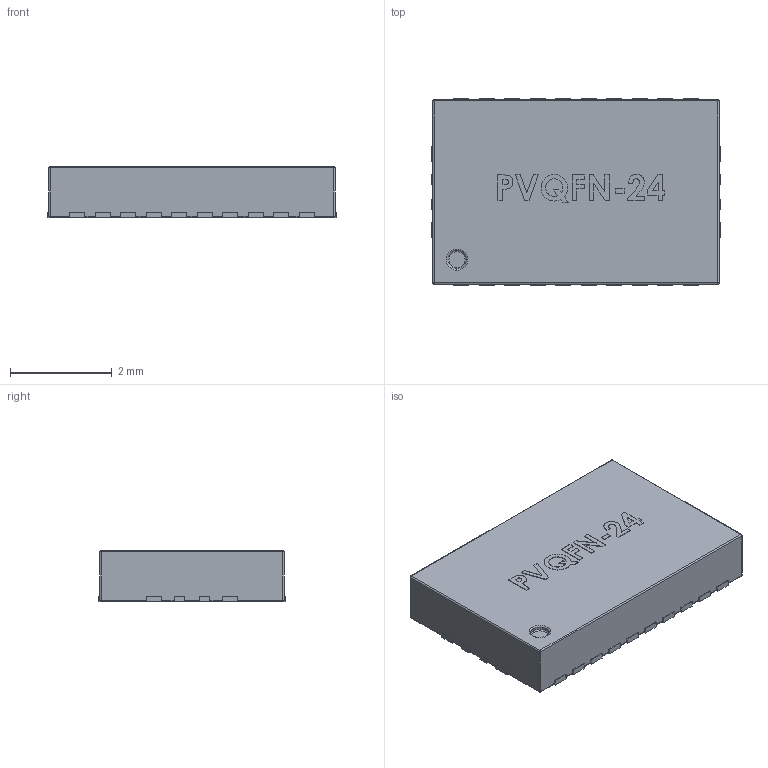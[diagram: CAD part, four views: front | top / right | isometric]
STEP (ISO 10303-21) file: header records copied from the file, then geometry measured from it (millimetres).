
FILE_DESCRIPTION(('FreeCAD Model'),'2;1');
FILE_NAME( 'PVQFN-N24.step', '2016-01-22T23:59:56',('Author'),(''), 'Open CASCADE STEP processor 6.9','FreeCAD','Unknown');
FILE_SCHEMA(('AUTOMOTIVE_DESIGN { 1 0 10303 214 1 1 1 1 }'));
Length unit declared in the file: millimetre
Products named in the file (1): Fusion
Bounding box: 5.65 x 3.65 x 1.02 mm (x, y, z)
Volume: 20.5 mm3; surface area: 59.9 mm2
Topology: 1 solids, 1 shells, 389 faces, 1105 edges, 722 vertices
Faces by surface type: plane 256, cylinder 98, bspline 23, sphere 8, torus 4
Entity records: 31645 total; most frequent: CARTESIAN_POINT 7112, DIRECTION 4024, LINE 2764, VECTOR 2764, ORIENTED_EDGE 2194, PCURVE 2194, DEFINITIONAL_REPRESENTATION 2194, EDGE_CURVE 1097
